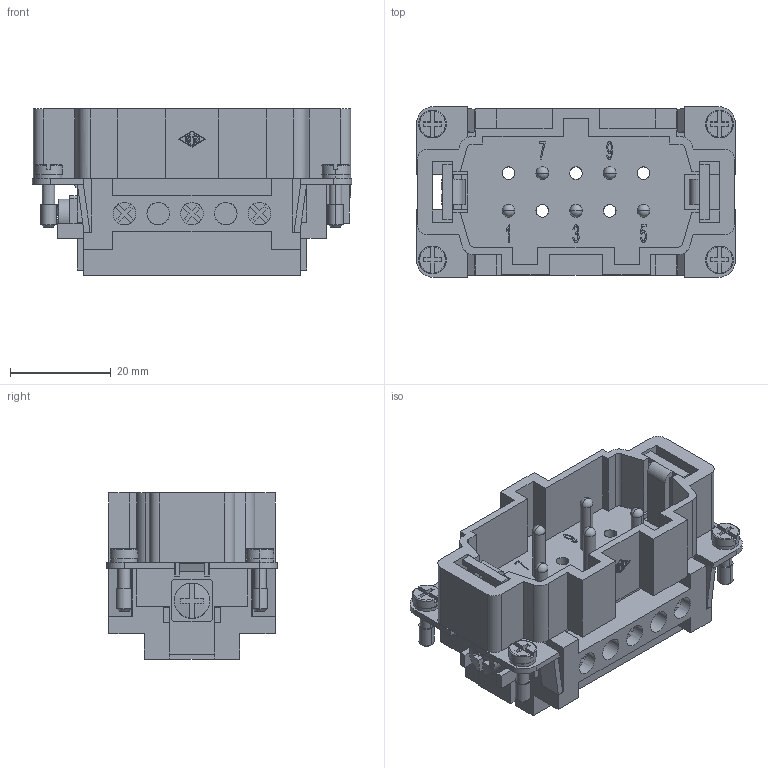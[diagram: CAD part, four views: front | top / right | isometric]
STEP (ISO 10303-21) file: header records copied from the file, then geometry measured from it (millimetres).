
FILE_DESCRIPTION(('Creo Elements/Direct Modeling STEP Export'),'2;1');
FILE_NAME('0lndqdl3l0mkgsa2456','2014-10-01T13:18:08',(''),(''),'Creo Elements/Direct Modeling STEP processor for AP214 (Solid Model)','Creo Elements/Direct Modeling 18.1F 24-Jul-2014 (C) Parametric Technology GmbH','');
FILE_SCHEMA(('AUTOMOTIVE_DESIGN { 1 0 10303 214 1 1 1 1 }'));
Length unit declared in the file: millimetre
Products named in the file (1): CMEM_03_T
Bounding box: 63.4 x 34 x 33 mm (x, y, z)
Volume: 25570.6 mm3; surface area: 21115.8 mm2
Topology: 1 solids, 1 shells, 1044 faces, 2920 edges, 1923 vertices
Faces by surface type: plane 714, cylinder 220, extrusion 82, sphere 12, cone 8, torus 8
Entity records: 43556 total; most frequent: CARTESIAN_POINT 17412, ORIENTED_EDGE 5820, DIRECTION 4800, EDGE_CURVE 2910, VECTOR 2062, LINE 1980, VERTEX_POINT 1923, AXIS2_PLACEMENT_3D 1369
